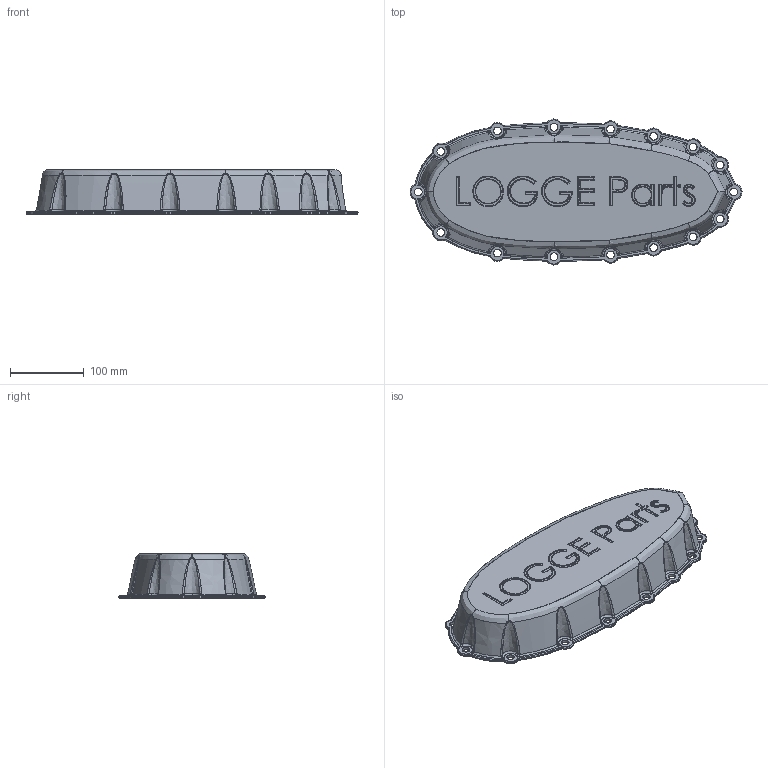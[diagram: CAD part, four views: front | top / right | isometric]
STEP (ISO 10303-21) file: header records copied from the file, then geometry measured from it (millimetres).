
FILE_DESCRIPTION(('FreeCAD Model'),'2;1');
FILE_NAME('Open CASCADE Shape Model','2025-04-27T01:47:36',('FreeCAD'),( 'FreeCAD'),'Open CASCADE STEP processor 7.6','FreeCAD','Unknown');
FILE_SCHEMA(('AUTOMOTIVE_DESIGN { 1 0 10303 214 1 1 1 1 }'));
Products named in the file (1): Open CASCADE STEP translator 7.6 1
Bounding box: 449.49 x 197.68 x 60.82 mm (x, y, z)
Surface area: 235594.2 mm2 (no closed solid volume)
Topology: 0 solids, 762 shells, 762 faces, 10755 edges, 10718 vertices
Faces by surface type: bspline 762
Entity records: 141517 total; most frequent: CARTESIAN_POINT 95802, ORIENTED_EDGE 10727, EDGE_CURVE 10727, VERTEX_POINT 10727, B_SPLINE_CURVE_WITH_KNOTS 9559, FACE_BOUND 809, EDGE_LOOP 809, SHELL_BASED_SURFACE_MODEL 762
